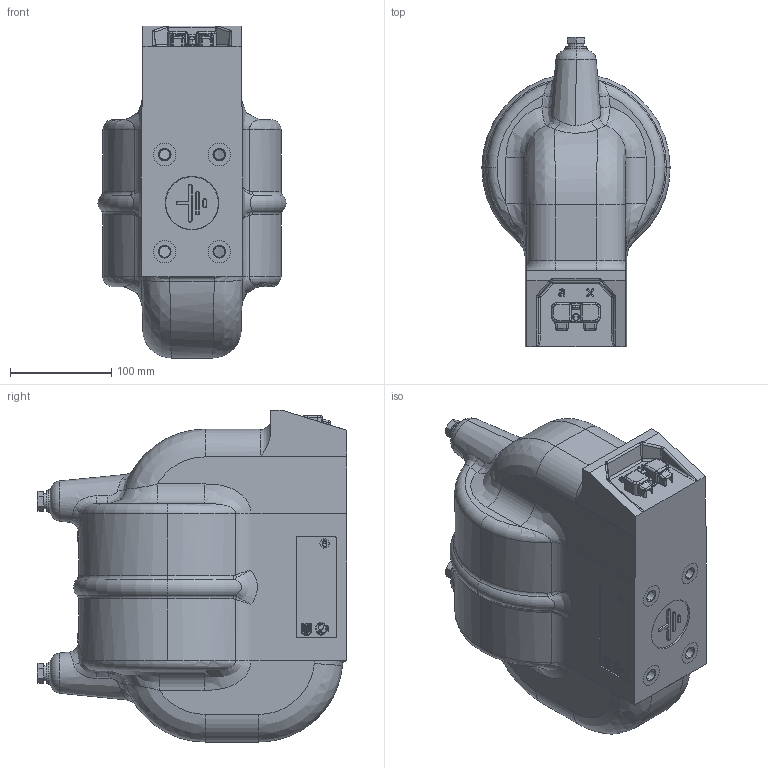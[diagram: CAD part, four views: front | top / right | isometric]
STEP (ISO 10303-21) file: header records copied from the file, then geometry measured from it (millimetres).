
FILE_DESCRIPTION (( 'STEP AP203' ), '1' );
FILE_NAME ('ﾍﾎﾋ.08.STEP', '2018-01-17T03:30:03', ( '' ), ( '' ), 'SwSTEP 2.0', 'SolidWorks 2010', '' );
FILE_SCHEMA (( 'CONFIG_CONTROL_DESIGN' ));
Length unit declared in the file: millimetre
Products named in the file (1): ﾍﾎﾋ.08
Bounding box: 186 x 305.9 x 328 mm (x, y, z)
Surface area: 267880.3 mm2 (no closed solid volume)
Topology: 0 solids, 34 shells, 433 faces, 1392 edges, 968 vertices
Faces by surface type: plane 135, bspline 105, cylinder 85, cone 67, torus 29, sphere 12
Entity records: 21764 total; most frequent: CARTESIAN_POINT 10655, ORIENTED_EDGE 2292, DIRECTION 2068, EDGE_CURVE 1386, VERTEX_POINT 968, AXIS2_PLACEMENT_3D 771, LINE 526, VECTOR 526
